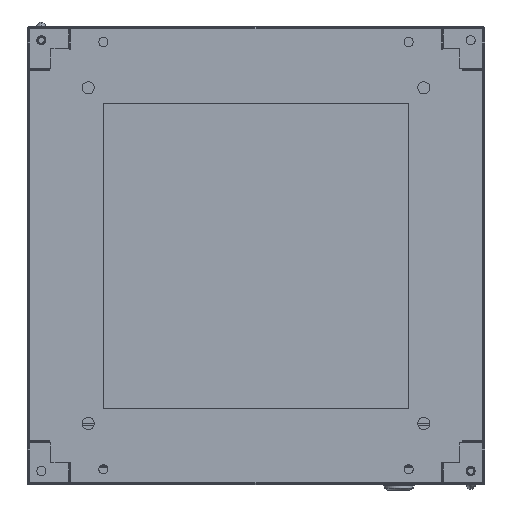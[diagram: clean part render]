
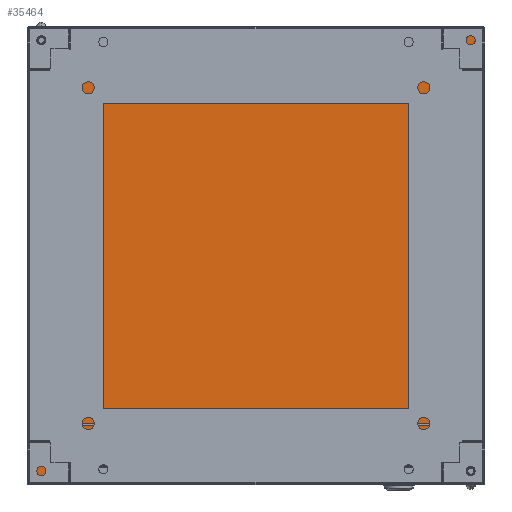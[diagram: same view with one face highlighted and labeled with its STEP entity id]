
A CAD part, front view. The second image highlights one B-rep face of the part: STEP entity #35464.
In plain terms, the highlighted face is planar.
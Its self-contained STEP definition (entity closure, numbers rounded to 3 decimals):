
#1208 = ORIENTED_EDGE ( 'NONE', *, *, #25403, .T. ) ;
#1551 = EDGE_CURVE ( 'NONE', #38259, #25129, #3221, .T. ) ;
#1906 = LINE ( 'NONE', #21964, #42474 ) ;
#1952 = VERTEX_POINT ( 'NONE', #36073 ) ;
#2115 = ORIENTED_EDGE ( 'NONE', *, *, #26609, .T. ) ;
#2716 = EDGE_CURVE ( 'NONE', #13404, #20139, #35034, .T. ) ;
#2813 = VECTOR ( 'NONE', #5641, 1000. ) ;
#3008 = CARTESIAN_POINT ( 'NONE',  ( 446., 446., 0. ) ) ;
#3221 = LINE ( 'NONE', #6051, #19936 ) ;
#3307 = VECTOR ( 'NONE', #28580, 1000. ) ;
#3592 = FACE_BOUND ( 'NONE', #17616, .T. ) ;
#3961 = DIRECTION ( 'NONE',  ( 1., 0., 0. ) ) ;
#4068 = ORIENTED_EDGE ( 'NONE', *, *, #25269, .T. ) ;
#5203 = CARTESIAN_POINT ( 'NONE',  ( 0., 0., 0. ) ) ;
#5359 = LINE ( 'NONE', #42397, #29467 ) ;
#5419 = LINE ( 'NONE', #31335, #34441 ) ;
#5451 = VERTEX_POINT ( 'NONE', #8070 ) ;
#5474 = CIRCLE ( 'NONE', #14524, 4.5 ) ;
#5560 = CARTESIAN_POINT ( 'NONE',  ( 41., 446., 0. ) ) ;
#5641 = DIRECTION ( 'NONE',  ( 0., 1., 0. ) ) ;
#5785 = CARTESIAN_POINT ( 'NONE',  ( 446., 0., 0. ) ) ;
#6051 = CARTESIAN_POINT ( 'NONE',  ( 0., 0., 0. ) ) ;
#6093 = VERTEX_POINT ( 'NONE', #5560 ) ;
#6321 = DIRECTION ( 'NONE',  ( -1., 0., 0. ) ) ;
#6642 = EDGE_CURVE ( 'NONE', #38036, #5451, #24944, .T. ) ;
#7238 = LINE ( 'NONE', #33796, #9216 ) ;
#7296 = CARTESIAN_POINT ( 'NONE',  ( 0., 0., 0. ) ) ;
#8070 = CARTESIAN_POINT ( 'NONE',  ( 429.5, 11.3, 0. ) ) ;
#8686 = DIRECTION ( 'NONE',  ( 0., -1., 0. ) ) ;
#8777 = ORIENTED_EDGE ( 'NONE', *, *, #36703, .T. ) ;
#9216 = VECTOR ( 'NONE', #3961, 1000. ) ;
#9308 = LINE ( 'NONE', #19981, #20039 ) ;
#9538 = EDGE_LOOP ( 'NONE', ( #33028, #38350 ) ) ;
#9893 = VERTEX_POINT ( 'NONE', #35216 ) ;
#9924 = DIRECTION ( 'NONE',  ( -1., 0., 0. ) ) ;
#9948 = DIRECTION ( 'NONE',  ( 0., 1., 0. ) ) ;
#11461 = VECTOR ( 'NONE', #11954, 1000. ) ;
#11954 = DIRECTION ( 'NONE',  ( 0., -1., 0. ) ) ;
#13304 = CARTESIAN_POINT ( 'NONE',  ( 0., 446., 0. ) ) ;
#13337 = VERTEX_POINT ( 'NONE', #15948 ) ;
#13404 = VERTEX_POINT ( 'NONE', #34415 ) ;
#13515 = ORIENTED_EDGE ( 'NONE', *, *, #13764, .T. ) ;
#13764 = EDGE_CURVE ( 'NONE', #42161, #6093, #1906, .T. ) ;
#14524 = AXIS2_PLACEMENT_3D ( 'NONE', #28382, #41445, #18589 ) ;
#14733 = LINE ( 'NONE', #34547, #40767 ) ;
#15177 = DIRECTION ( 'NONE',  ( -1., 0., 0. ) ) ;
#15691 = VERTEX_POINT ( 'NONE', #41395 ) ;
#15859 = DIRECTION ( 'NONE',  ( 1., 0., 0. ) ) ;
#15948 = CARTESIAN_POINT ( 'NONE',  ( 41., 0., 0. ) ) ;
#16895 = DIRECTION ( 'NONE',  ( 0., 0., -1. ) ) ;
#17042 = VERTEX_POINT ( 'NONE', #3008 ) ;
#17616 = EDGE_LOOP ( 'NONE', ( #39113, #19477 ) ) ;
#18589 = DIRECTION ( 'NONE',  ( -1., 0., 0. ) ) ;
#18681 = CARTESIAN_POINT ( 'NONE',  ( 12., 434.7, 0. ) ) ;
#19179 = CARTESIAN_POINT ( 'NONE',  ( 446., 405., 0. ) ) ;
#19477 = ORIENTED_EDGE ( 'NONE', *, *, #37253, .T. ) ;
#19936 = VECTOR ( 'NONE', #15859, 1000. ) ;
#19981 = CARTESIAN_POINT ( 'NONE',  ( 446., 0., 0. ) ) ;
#20039 = VECTOR ( 'NONE', #9948, 1000. ) ;
#20139 = VERTEX_POINT ( 'NONE', #40941 ) ;
#20526 = DIRECTION ( 'NONE',  ( -1., 0., 0. ) ) ;
#21924 = CARTESIAN_POINT ( 'NONE',  ( 405., 446., 0. ) ) ;
#21964 = CARTESIAN_POINT ( 'NONE',  ( 0., 446., 0. ) ) ;
#23629 = AXIS2_PLACEMENT_3D ( 'NONE', #7296, #16895, #9924 ) ;
#23667 = VECTOR ( 'NONE', #39868, 1000. ) ;
#24263 = CARTESIAN_POINT ( 'NONE',  ( 405., 0., 0. ) ) ;
#24277 = AXIS2_PLACEMENT_3D ( 'NONE', #32927, #27067, #20526 ) ;
#24500 = EDGE_CURVE ( 'NONE', #13337, #38259, #7238, .T. ) ;
#24944 = CIRCLE ( 'NONE', #24277, 4.5 ) ;
#24987 = DIRECTION ( 'NONE',  ( 0., -1., 0. ) ) ;
#25079 = VERTEX_POINT ( 'NONE', #38484 ) ;
#25129 = VERTEX_POINT ( 'NONE', #5785 ) ;
#25269 = EDGE_CURVE ( 'NONE', #6093, #39601, #5359, .T. ) ;
#25403 = EDGE_CURVE ( 'NONE', #40063, #17042, #34826, .T. ) ;
#25475 = CARTESIAN_POINT ( 'NONE',  ( 446., 0., 0. ) ) ;
#26385 = CARTESIAN_POINT ( 'NONE',  ( 434., 11.3, 0. ) ) ;
#26497 = FACE_OUTER_BOUND ( 'NONE', #29641, .T. ) ;
#26573 = EDGE_CURVE ( 'NONE', #5451, #38036, #27146, .T. ) ;
#26609 = EDGE_CURVE ( 'NONE', #17042, #42161, #33104, .T. ) ;
#27067 = DIRECTION ( 'NONE',  ( 0., 0., -1. ) ) ;
#27146 = CIRCLE ( 'NONE', #36885, 4.5 ) ;
#28013 = EDGE_CURVE ( 'NONE', #39601, #25079, #5419, .T. ) ;
#28382 = CARTESIAN_POINT ( 'NONE',  ( 12., 434.7, 0. ) ) ;
#28580 = DIRECTION ( 'NONE',  ( 1., 0., 0. ) ) ;
#28589 = EDGE_CURVE ( 'NONE', #25079, #13404, #14733, .T. ) ;
#28795 = LINE ( 'NONE', #32048, #3307 ) ;
#28852 = CARTESIAN_POINT ( 'NONE',  ( 438.5, 11.3, 0. ) ) ;
#29467 = VECTOR ( 'NONE', #38700, 1000. ) ;
#29641 = EDGE_LOOP ( 'NONE', ( #37454, #38351, #31161, #40873, #35898, #39328, #8777, #37347, #1208, #2115, #13515, #4068 ) ) ;
#29745 = FACE_BOUND ( 'NONE', #9538, .T. ) ;
#30421 = EDGE_CURVE ( 'NONE', #20139, #13337, #28795, .T. ) ;
#31161 = ORIENTED_EDGE ( 'NONE', *, *, #2716, .T. ) ;
#31335 = CARTESIAN_POINT ( 'NONE',  ( 0., 0., 0. ) ) ;
#31727 = DIRECTION ( 'NONE',  ( 0., 0., -1. ) ) ;
#32048 = CARTESIAN_POINT ( 'NONE',  ( 0., 0., 0. ) ) ;
#32206 = EDGE_CURVE ( 'NONE', #1952, #40063, #9308, .T. ) ;
#32488 = CARTESIAN_POINT ( 'NONE',  ( 0., 446., 0. ) ) ;
#32921 = EDGE_CURVE ( 'NONE', #9893, #15691, #5474, .T. ) ;
#32927 = CARTESIAN_POINT ( 'NONE',  ( 434., 11.3, 0. ) ) ;
#33028 = ORIENTED_EDGE ( 'NONE', *, *, #26573, .T. ) ;
#33104 = LINE ( 'NONE', #13304, #23667 ) ;
#33449 = AXIS2_PLACEMENT_3D ( 'NONE', #18681, #31727, #15177 ) ;
#33796 = CARTESIAN_POINT ( 'NONE',  ( 0., 0., 0. ) ) ;
#34415 = CARTESIAN_POINT ( 'NONE',  ( 0., 41., 0. ) ) ;
#34441 = VECTOR ( 'NONE', #8686, 1000. ) ;
#34547 = CARTESIAN_POINT ( 'NONE',  ( 0., 0., 0. ) ) ;
#34826 = LINE ( 'NONE', #25475, #35716 ) ;
#35034 = LINE ( 'NONE', #5203, #11461 ) ;
#35216 = CARTESIAN_POINT ( 'NONE',  ( 7.5, 434.7, 0. ) ) ;
#35230 = DIRECTION ( 'NONE',  ( -1., 0., 0. ) ) ;
#35464 = ADVANCED_FACE ( 'NONE', ( #29745, #3592, #26497 ), #37157, .F. ) ;
#35708 = LINE ( 'NONE', #38338, #2813 ) ;
#35716 = VECTOR ( 'NONE', #41149, 1000. ) ;
#35898 = ORIENTED_EDGE ( 'NONE', *, *, #24500, .T. ) ;
#35967 = DIRECTION ( 'NONE',  ( 0., 0., -1. ) ) ;
#36073 = CARTESIAN_POINT ( 'NONE',  ( 446., 41., 0. ) ) ;
#36703 = EDGE_CURVE ( 'NONE', #25129, #1952, #35708, .T. ) ;
#36885 = AXIS2_PLACEMENT_3D ( 'NONE', #26385, #35967, #6321 ) ;
#37157 = PLANE ( 'NONE',  #23629 ) ;
#37253 = EDGE_CURVE ( 'NONE', #15691, #9893, #41107, .T. ) ;
#37347 = ORIENTED_EDGE ( 'NONE', *, *, #32206, .T. ) ;
#37454 = ORIENTED_EDGE ( 'NONE', *, *, #28013, .T. ) ;
#38036 = VERTEX_POINT ( 'NONE', #28852 ) ;
#38259 = VERTEX_POINT ( 'NONE', #24263 ) ;
#38338 = CARTESIAN_POINT ( 'NONE',  ( 446., 0., 0. ) ) ;
#38350 = ORIENTED_EDGE ( 'NONE', *, *, #6642, .T. ) ;
#38351 = ORIENTED_EDGE ( 'NONE', *, *, #28589, .T. ) ;
#38484 = CARTESIAN_POINT ( 'NONE',  ( 0., 405., 0. ) ) ;
#38700 = DIRECTION ( 'NONE',  ( -1., 0., 0. ) ) ;
#39113 = ORIENTED_EDGE ( 'NONE', *, *, #32921, .T. ) ;
#39328 = ORIENTED_EDGE ( 'NONE', *, *, #1551, .T. ) ;
#39601 = VERTEX_POINT ( 'NONE', #32488 ) ;
#39868 = DIRECTION ( 'NONE',  ( -1., 0., 0. ) ) ;
#40063 = VERTEX_POINT ( 'NONE', #19179 ) ;
#40767 = VECTOR ( 'NONE', #24987, 1000. ) ;
#40873 = ORIENTED_EDGE ( 'NONE', *, *, #30421, .T. ) ;
#40941 = CARTESIAN_POINT ( 'NONE',  ( 0., 0., 0. ) ) ;
#41107 = CIRCLE ( 'NONE', #33449, 4.5 ) ;
#41149 = DIRECTION ( 'NONE',  ( 0., 1., 0. ) ) ;
#41395 = CARTESIAN_POINT ( 'NONE',  ( 16.5, 434.7, 0. ) ) ;
#41445 = DIRECTION ( 'NONE',  ( 0., 0., -1. ) ) ;
#42161 = VERTEX_POINT ( 'NONE', #21924 ) ;
#42397 = CARTESIAN_POINT ( 'NONE',  ( 0., 446., 0. ) ) ;
#42474 = VECTOR ( 'NONE', #35230, 1000. ) ;
